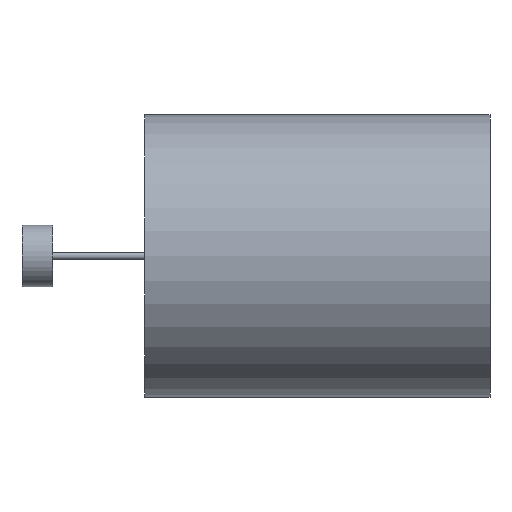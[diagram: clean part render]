
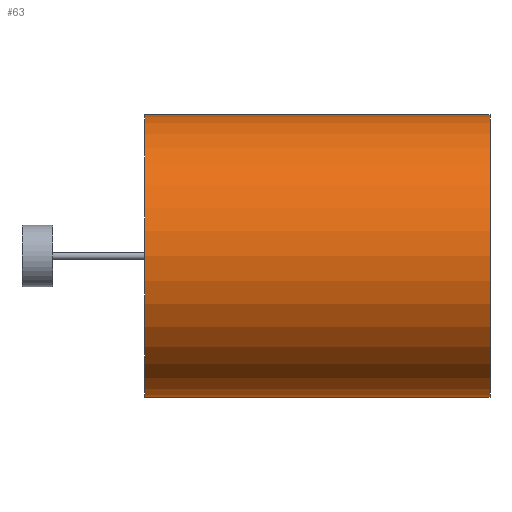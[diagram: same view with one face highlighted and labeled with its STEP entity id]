
A CAD part, left-side view. The second image highlights one B-rep face of the part: STEP entity #63.
In plain terms, the highlighted cylindrical face has radius 115 mm (diameter 230 mm), a partial arc.
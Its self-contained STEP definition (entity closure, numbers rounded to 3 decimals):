
#11 = ORIENTED_EDGE ( 'NONE', *, *, #313, .F. ) ;
#19 = DIRECTION ( 'NONE',  ( 0., -1., 0. ) ) ;
#53 = CARTESIAN_POINT ( 'NONE',  ( 0., 281., -115. ) ) ;
#54 = CARTESIAN_POINT ( 'NONE',  ( 0., 281., 0. ) ) ;
#62 = LINE ( 'NONE', #53, #365 ) ;
#63 = ADVANCED_FACE ( 'NONE', ( #340 ), #178, .T. ) ;
#80 = AXIS2_PLACEMENT_3D ( 'NONE', #323, #353, #298 ) ;
#82 = DIRECTION ( 'NONE',  ( 0., 0., 1. ) ) ;
#112 = AXIS2_PLACEMENT_3D ( 'NONE', #54, #260, #82 ) ;
#119 = CIRCLE ( 'NONE', #251, 115. ) ;
#125 = ORIENTED_EDGE ( 'NONE', *, *, #357, .T. ) ;
#126 = CIRCLE ( 'NONE', #112, 115. ) ;
#130 = LINE ( 'NONE', #136, #367 ) ;
#132 = CARTESIAN_POINT ( 'NONE',  ( 0., 281., 115. ) ) ;
#136 = CARTESIAN_POINT ( 'NONE',  ( 0., 281., 115. ) ) ;
#138 = CARTESIAN_POINT ( 'NONE',  ( 0., 0., -115. ) ) ;
#171 = DIRECTION ( 'NONE',  ( 0., 1., 0. ) ) ;
#178 = CYLINDRICAL_SURFACE ( 'NONE', #80, 115. ) ;
#181 = VERTEX_POINT ( 'NONE', #132 ) ;
#188 = VERTEX_POINT ( 'NONE', #309 ) ;
#228 = DIRECTION ( 'NONE',  ( 0., -1., 0. ) ) ;
#238 = EDGE_CURVE ( 'NONE', #181, #188, #130, .T. ) ;
#241 = EDGE_LOOP ( 'NONE', ( #355, #11, #334, #125 ) ) ;
#251 = AXIS2_PLACEMENT_3D ( 'NONE', #350, #171, #379 ) ;
#259 = VERTEX_POINT ( 'NONE', #288 ) ;
#260 = DIRECTION ( 'NONE',  ( 0., 1., 0. ) ) ;
#273 = VERTEX_POINT ( 'NONE', #138 ) ;
#288 = CARTESIAN_POINT ( 'NONE',  ( 0., 281., -115. ) ) ;
#298 = DIRECTION ( 'NONE',  ( 0., 0., -1. ) ) ;
#302 = EDGE_CURVE ( 'NONE', #259, #273, #62, .T. ) ;
#309 = CARTESIAN_POINT ( 'NONE',  ( 0., 0., 115. ) ) ;
#313 = EDGE_CURVE ( 'NONE', #259, #181, #126, .T. ) ;
#323 = CARTESIAN_POINT ( 'NONE',  ( 0., 281., 0. ) ) ;
#334 = ORIENTED_EDGE ( 'NONE', *, *, #302, .T. ) ;
#340 = FACE_OUTER_BOUND ( 'NONE', #241, .T. ) ;
#350 = CARTESIAN_POINT ( 'NONE',  ( 0., 0., 0. ) ) ;
#353 = DIRECTION ( 'NONE',  ( 0., -1., 0. ) ) ;
#355 = ORIENTED_EDGE ( 'NONE', *, *, #238, .F. ) ;
#357 = EDGE_CURVE ( 'NONE', #273, #188, #119, .T. ) ;
#365 = VECTOR ( 'NONE', #228, 1000. ) ;
#367 = VECTOR ( 'NONE', #19, 1000. ) ;
#379 = DIRECTION ( 'NONE',  ( 0., 0., 1. ) ) ;
